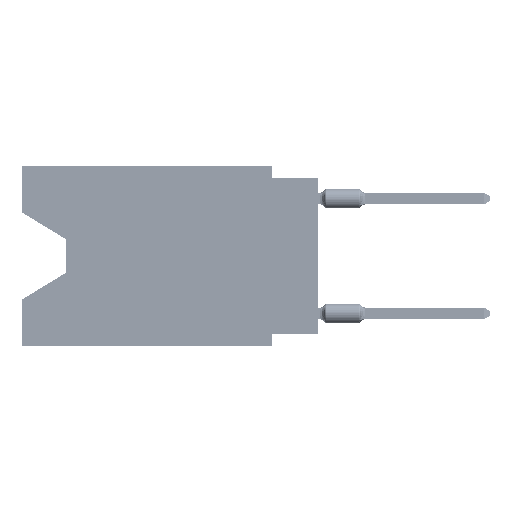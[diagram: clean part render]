
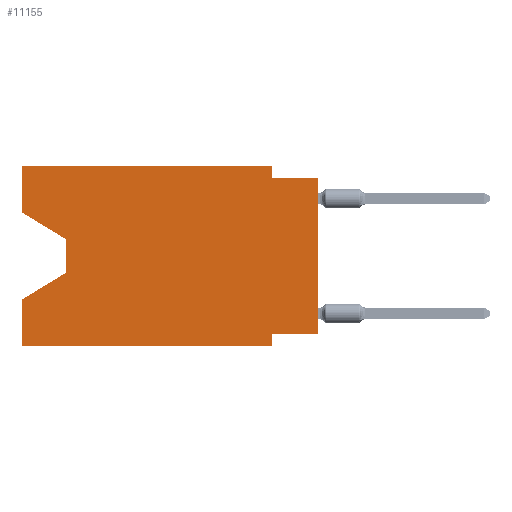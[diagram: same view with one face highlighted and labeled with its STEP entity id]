
A CAD part, left-side view. The second image highlights one B-rep face of the part: STEP entity #11155.
In plain terms, the highlighted planar face has unit normal (-1, 0, 0).
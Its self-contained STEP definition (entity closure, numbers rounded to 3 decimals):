
#1594 = LINE ( 'NONE', #57864, #60749 ) ;
#1755 = DIRECTION ( 'NONE',  ( 0., -0.855, -0.519 ) ) ;
#2999 = FACE_OUTER_BOUND ( 'NONE', #15522, .T. ) ;
#3156 = DIRECTION ( 'NONE',  ( 0., 0.855, -0.519 ) ) ;
#3381 = DIRECTION ( 'NONE',  ( 0., 0., -1. ) ) ;
#3456 = CARTESIAN_POINT ( 'NONE',  ( 0., 0., -0.635 ) ) ;
#3800 = ORIENTED_EDGE ( 'NONE', *, *, #69553, .F. ) ;
#4384 = ORIENTED_EDGE ( 'NONE', *, *, #41818, .F. ) ;
#4642 = CARTESIAN_POINT ( 'NONE',  ( 0., 2.54, -9.906 ) ) ;
#4895 = EDGE_CURVE ( 'NONE', #32949, #29740, #22686, .T. ) ;
#6336 = VECTOR ( 'NONE', #15898, 1000. ) ;
#6443 = LINE ( 'NONE', #37173, #60639 ) ;
#8829 = VECTOR ( 'NONE', #11310, 1000. ) ;
#9619 = ORIENTED_EDGE ( 'NONE', *, *, #57194, .T. ) ;
#10057 = DIRECTION ( 'NONE',  ( 0., -1., 0. ) ) ;
#10426 = DIRECTION ( 'NONE',  ( 0., -1., 0. ) ) ;
#11155 = ADVANCED_FACE ( 'NONE', ( #2999 ), #76386, .F. ) ;
#11310 = DIRECTION ( 'NONE',  ( 0., 0., -1. ) ) ;
#12451 = VERTEX_POINT ( 'NONE', #15381 ) ;
#12608 = DIRECTION ( 'NONE',  ( 0., 0., 1. ) ) ;
#12633 = ORIENTED_EDGE ( 'NONE', *, *, #33640, .T. ) ;
#12781 = CARTESIAN_POINT ( 'NONE',  ( 0., 2.54, -9.271 ) ) ;
#12918 = CARTESIAN_POINT ( 'NONE',  ( 0., 0., -9.271 ) ) ;
#14972 = CARTESIAN_POINT ( 'NONE',  ( 0., 0., -0.635 ) ) ;
#15198 = VERTEX_POINT ( 'NONE', #43464 ) ;
#15381 = CARTESIAN_POINT ( 'NONE',  ( 0., 16.383, -9.906 ) ) ;
#15522 = EDGE_LOOP ( 'NONE', ( #9619, #12633, #44962, #3800, #51567, #66261, #4384, #74448, #60534, #44375, #29256, #22013 ) ) ;
#15842 = VECTOR ( 'NONE', #77164, 1000. ) ;
#15898 = DIRECTION ( 'NONE',  ( 0., 0., -1. ) ) ;
#17253 = VERTEX_POINT ( 'NONE', #12918 ) ;
#20444 = VERTEX_POINT ( 'NONE', #48590 ) ;
#22013 = ORIENTED_EDGE ( 'NONE', *, *, #41393, .F. ) ;
#22100 = CARTESIAN_POINT ( 'NONE',  ( 0., 13.97, -4.013 ) ) ;
#22409 = LINE ( 'NONE', #65105, #42563 ) ;
#22604 = VERTEX_POINT ( 'NONE', #33116 ) ;
#22686 = LINE ( 'NONE', #58633, #6336 ) ;
#23011 = EDGE_CURVE ( 'NONE', #17253, #68214, #51011, .T. ) ;
#23168 = VERTEX_POINT ( 'NONE', #72039 ) ;
#23686 = CARTESIAN_POINT ( 'NONE',  ( 0., 2.54, -0.635 ) ) ;
#23687 = LINE ( 'NONE', #24867, #8829 ) ;
#23807 = CARTESIAN_POINT ( 'NONE',  ( 0., 16.383, 0. ) ) ;
#24597 = LINE ( 'NONE', #23807, #34991 ) ;
#24867 = CARTESIAN_POINT ( 'NONE',  ( 0., 13.97, -4.013 ) ) ;
#29256 = ORIENTED_EDGE ( 'NONE', *, *, #70334, .F. ) ;
#29740 = VERTEX_POINT ( 'NONE', #4642 ) ;
#31995 = DIRECTION ( 'NONE',  ( 0., 0., 1. ) ) ;
#32949 = VERTEX_POINT ( 'NONE', #12781 ) ;
#32960 = LINE ( 'NONE', #74822, #46776 ) ;
#33116 = CARTESIAN_POINT ( 'NONE',  ( 0., 16.383, 0. ) ) ;
#33640 = EDGE_CURVE ( 'NONE', #45483, #61694, #23687, .T. ) ;
#34991 = VECTOR ( 'NONE', #12608, 1000. ) ;
#37173 = CARTESIAN_POINT ( 'NONE',  ( 0., 16.383, 0. ) ) ;
#39727 = DIRECTION ( 'NONE',  ( 1., 0., 0. ) ) ;
#40128 = LINE ( 'NONE', #46101, #45402 ) ;
#40500 = AXIS2_PLACEMENT_3D ( 'NONE', #51707, #39727, #3381 ) ;
#40906 = LINE ( 'NONE', #14972, #15842 ) ;
#41393 = EDGE_CURVE ( 'NONE', #15198, #22604, #6443, .T. ) ;
#41818 = EDGE_CURVE ( 'NONE', #17253, #32949, #40128, .T. ) ;
#42546 = EDGE_CURVE ( 'NONE', #61694, #20444, #1594, .T. ) ;
#42563 = VECTOR ( 'NONE', #10426, 1000. ) ;
#43464 = CARTESIAN_POINT ( 'NONE',  ( 0., 16.383, -2.546 ) ) ;
#44375 = ORIENTED_EDGE ( 'NONE', *, *, #62493, .F. ) ;
#44919 = DIRECTION ( 'NONE',  ( 0., 0., -1. ) ) ;
#44962 = ORIENTED_EDGE ( 'NONE', *, *, #42546, .T. ) ;
#45230 = LINE ( 'NONE', #69550, #51356 ) ;
#45402 = VECTOR ( 'NONE', #51714, 1000. ) ;
#45483 = VERTEX_POINT ( 'NONE', #22100 ) ;
#46101 = CARTESIAN_POINT ( 'NONE',  ( 0., 0., -9.271 ) ) ;
#46159 = DIRECTION ( 'NONE',  ( 0., 0., 1. ) ) ;
#46776 = VECTOR ( 'NONE', #44919, 1000. ) ;
#47790 = VECTOR ( 'NONE', #10057, 1000. ) ;
#48590 = CARTESIAN_POINT ( 'NONE',  ( 0., 16.383, -7.36 ) ) ;
#51011 = LINE ( 'NONE', #52172, #56805 ) ;
#51356 = VECTOR ( 'NONE', #1755, 1000. ) ;
#51567 = ORIENTED_EDGE ( 'NONE', *, *, #68724, .T. ) ;
#51707 = CARTESIAN_POINT ( 'NONE',  ( 0., 16.383, 0. ) ) ;
#51714 = DIRECTION ( 'NONE',  ( 0., 1., 0. ) ) ;
#52172 = CARTESIAN_POINT ( 'NONE',  ( 0., 0., 0. ) ) ;
#56805 = VECTOR ( 'NONE', #46159, 1000. ) ;
#57194 = EDGE_CURVE ( 'NONE', #15198, #45483, #45230, .T. ) ;
#57864 = CARTESIAN_POINT ( 'NONE',  ( 0., 13.97, -5.893 ) ) ;
#57985 = LINE ( 'NONE', #77056, #47790 ) ;
#58633 = CARTESIAN_POINT ( 'NONE',  ( 0., 2.54, -9.906 ) ) ;
#59376 = EDGE_CURVE ( 'NONE', #64550, #68214, #40906, .T. ) ;
#60534 = ORIENTED_EDGE ( 'NONE', *, *, #59376, .F. ) ;
#60639 = VECTOR ( 'NONE', #31995, 1000. ) ;
#60749 = VECTOR ( 'NONE', #3156, 1000. ) ;
#61694 = VERTEX_POINT ( 'NONE', #66656 ) ;
#62493 = EDGE_CURVE ( 'NONE', #23168, #64550, #32960, .T. ) ;
#64550 = VERTEX_POINT ( 'NONE', #23686 ) ;
#65105 = CARTESIAN_POINT ( 'NONE',  ( 0., 16.383, -9.906 ) ) ;
#66261 = ORIENTED_EDGE ( 'NONE', *, *, #4895, .F. ) ;
#66656 = CARTESIAN_POINT ( 'NONE',  ( 0., 13.97, -5.893 ) ) ;
#68214 = VERTEX_POINT ( 'NONE', #3456 ) ;
#68724 = EDGE_CURVE ( 'NONE', #12451, #29740, #22409, .T. ) ;
#69550 = CARTESIAN_POINT ( 'NONE',  ( 0., 16.383, -2.546 ) ) ;
#69553 = EDGE_CURVE ( 'NONE', #12451, #20444, #24597, .T. ) ;
#70334 = EDGE_CURVE ( 'NONE', #22604, #23168, #57985, .T. ) ;
#72039 = CARTESIAN_POINT ( 'NONE',  ( 0., 2.54, 0. ) ) ;
#74448 = ORIENTED_EDGE ( 'NONE', *, *, #23011, .T. ) ;
#74822 = CARTESIAN_POINT ( 'NONE',  ( 0., 2.54, 0. ) ) ;
#76386 = PLANE ( 'NONE',  #40500 ) ;
#77056 = CARTESIAN_POINT ( 'NONE',  ( 0., 16.383, 0. ) ) ;
#77164 = DIRECTION ( 'NONE',  ( 0., -1., 0. ) ) ;
